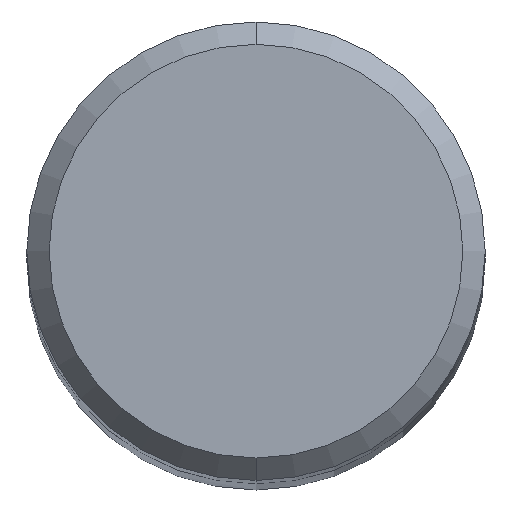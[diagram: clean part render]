
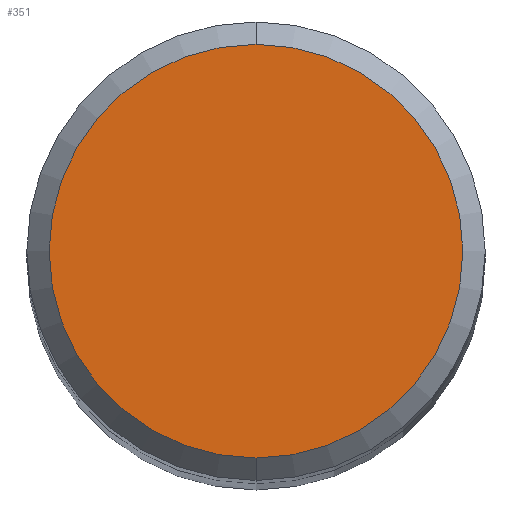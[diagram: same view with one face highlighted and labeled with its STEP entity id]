
A CAD part, top view. The second image highlights one B-rep face of the part: STEP entity #351.
In plain terms, the highlighted planar face has unit normal (0, 0, 1).
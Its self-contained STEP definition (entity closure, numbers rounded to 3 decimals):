
#191=EDGE_CURVE('',#293,#339,#454,.T.);
#293=VERTEX_POINT('',#568);
#339=VERTEX_POINT('',#617);
#351=ADVANCED_FACE('',(#630),#631,.T.);
#357=EDGE_CURVE('',#339,#293,#638,.T.);
#454=CIRCLE('',#795,5.55);
#568=CARTESIAN_POINT('',(0.,-5.55,48.0));
#617=CARTESIAN_POINT('',(0.0,5.55,48.0));
#630=FACE_OUTER_BOUND('',#1200,.T.);
#631=PLANE('',#1201);
#638=CIRCLE('',#1210,5.55);
#795=AXIS2_PLACEMENT_3D('',#1341,#1342,#1343);
#1200=EDGE_LOOP('',(#1522,#1523));
#1201=AXIS2_PLACEMENT_3D('',#1524,#1525,#1526);
#1210=AXIS2_PLACEMENT_3D('',#1538,#1539,#1540);
#1341=CARTESIAN_POINT('',(0.0,0.0,48.0));
#1342=DIRECTION('',(0.0,0.0,-1.0));
#1343=DIRECTION('',(0.0,1.0,0.0));
#1522=ORIENTED_EDGE('',*,*,#357,.F.);
#1523=ORIENTED_EDGE('',*,*,#191,.F.);
#1524=CARTESIAN_POINT('',(0.0,2.775,48.0));
#1525=DIRECTION('',(-0.0,0.0,1.0));
#1526=DIRECTION('',(0.0,-1.0,0.0));
#1538=CARTESIAN_POINT('',(0.0,0.0,48.0));
#1539=DIRECTION('',(0.0,0.0,-1.0));
#1540=DIRECTION('',(0.0,1.0,0.0));
